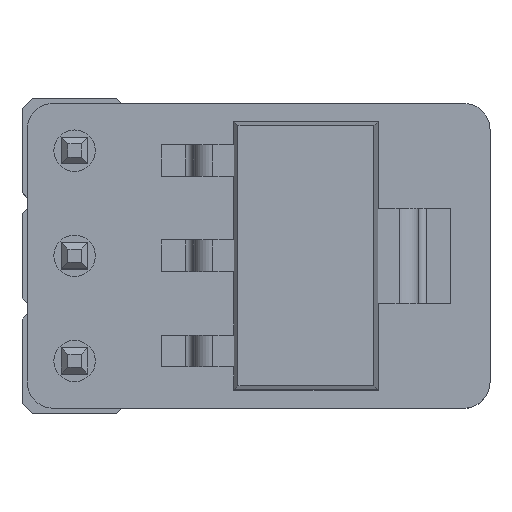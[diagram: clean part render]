
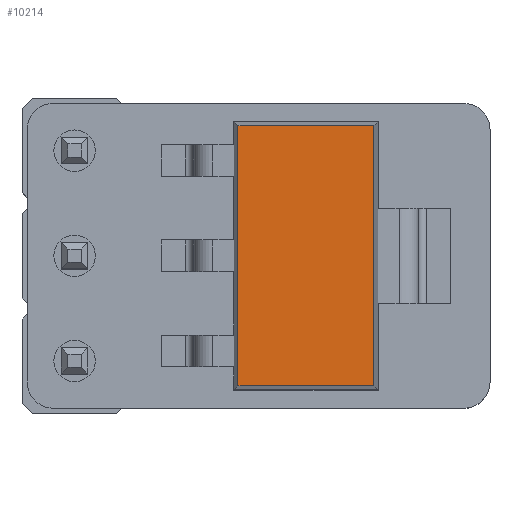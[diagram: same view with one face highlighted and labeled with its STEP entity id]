
A CAD part, top view. The second image highlights one B-rep face of the part: STEP entity #10214.
In plain terms, the highlighted planar face has unit normal (0, 0, 1).
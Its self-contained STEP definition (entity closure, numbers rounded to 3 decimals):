
#6372 = B_SPLINE_SURFACE_WITH_KNOTS('',1,1,(
    (#6373,#6374)
    ,(#6375,#6376
  )),.UNSPECIFIED.,.F.,.F.,.F.,(2,2),(2,2),(0.,6.47),(0.,1.),
  .PIECEWISE_BEZIER_KNOTS.);
#6373 = CARTESIAN_POINT('',(-3.235,-1.735,1.035));
#6374 = CARTESIAN_POINT('',(-3.142,-1.642,1.7));
#6375 = CARTESIAN_POINT('',(3.235,-1.735,1.035));
#6376 = CARTESIAN_POINT('',(3.142,-1.642,1.7));
#8308 = B_SPLINE_SURFACE_WITH_KNOTS('',1,1,(
    (#8309,#8310)
    ,(#8311,#8312
  )),.UNSPECIFIED.,.F.,.F.,.F.,(2,2),(2,2),(0.,3.47),(0.,1.),
  .PIECEWISE_BEZIER_KNOTS.);
#8309 = CARTESIAN_POINT('',(3.235,-1.735,1.035));
#8310 = CARTESIAN_POINT('',(3.142,-1.642,1.7));
#8311 = CARTESIAN_POINT('',(3.235,1.735,1.035));
#8312 = CARTESIAN_POINT('',(3.142,1.642,1.7));
#8366 = B_SPLINE_SURFACE_WITH_KNOTS('',1,1,(
    (#8367,#8368)
    ,(#8369,#8370
  )),.UNSPECIFIED.,.F.,.F.,.F.,(2,2),(2,2),(0.,6.47),(0.,1.),
  .PIECEWISE_BEZIER_KNOTS.);
#8367 = CARTESIAN_POINT('',(3.235,1.735,1.035));
#8368 = CARTESIAN_POINT('',(3.142,1.642,1.7));
#8369 = CARTESIAN_POINT('',(-3.235,1.735,1.035));
#8370 = CARTESIAN_POINT('',(-3.142,1.642,1.7));
#9021 = B_SPLINE_SURFACE_WITH_KNOTS('',1,1,(
    (#9022,#9023)
    ,(#9024,#9025
  )),.UNSPECIFIED.,.F.,.F.,.F.,(2,2),(2,2),(0.,3.47),(0.,1.),
  .PIECEWISE_BEZIER_KNOTS.);
#9022 = CARTESIAN_POINT('',(-3.235,1.735,1.035));
#9023 = CARTESIAN_POINT('',(-3.142,1.642,1.7));
#9024 = CARTESIAN_POINT('',(-3.235,-1.735,1.035));
#9025 = CARTESIAN_POINT('',(-3.142,-1.642,1.7));
#9105 = VERTEX_POINT('',#9106);
#9106 = CARTESIAN_POINT('',(3.142,-1.642,1.7));
#9126 = EDGE_CURVE('',#9127,#9105,#9129,.T.);
#9127 = VERTEX_POINT('',#9128);
#9128 = CARTESIAN_POINT('',(-3.142,-1.642,1.7));
#9129 = SURFACE_CURVE('',#9130,(#9134,#9140),.PCURVE_S1.);
#9130 = LINE('',#9131,#9132);
#9131 = CARTESIAN_POINT('',(-3.142,-1.642,1.7));
#9132 = VECTOR('',#9133,1.);
#9133 = DIRECTION('',(1.,0.,0.));
#9134 = PCURVE('',#6372,#9135);
#9135 = DEFINITIONAL_REPRESENTATION('',(#9136),#9139);
#9136 = B_SPLINE_CURVE_WITH_KNOTS('',1,(#9137,#9138),.UNSPECIFIED.,.F.,
  .F.,(2,2),(0.,6.283),.PIECEWISE_BEZIER_KNOTS.);
#9137 = CARTESIAN_POINT('',(0.,1.));
#9138 = CARTESIAN_POINT('',(6.47,1.));
#9139 = ( GEOMETRIC_REPRESENTATION_CONTEXT(2) 
PARAMETRIC_REPRESENTATION_CONTEXT() REPRESENTATION_CONTEXT('2D SPACE',''
  ) );
#9140 = PCURVE('',#9141,#9146);
#9141 = PLANE('',#9142);
#9142 = AXIS2_PLACEMENT_3D('',#9143,#9144,#9145);
#9143 = CARTESIAN_POINT('',(-3.142,-1.642,1.7));
#9144 = DIRECTION('',(0.,0.,-1.));
#9145 = DIRECTION('',(0.886,0.463,0.));
#9146 = DEFINITIONAL_REPRESENTATION('',(#9147),#9151);
#9147 = LINE('',#9148,#9149);
#9148 = CARTESIAN_POINT('',(0.,0.));
#9149 = VECTOR('',#9150,1.);
#9150 = DIRECTION('',(0.886,0.463));
#9151 = ( GEOMETRIC_REPRESENTATION_CONTEXT(2) 
PARAMETRIC_REPRESENTATION_CONTEXT() REPRESENTATION_CONTEXT('2D SPACE',''
  ) );
#9853 = VERTEX_POINT('',#9854);
#9854 = CARTESIAN_POINT('',(3.142,1.642,1.7));
#9874 = EDGE_CURVE('',#9105,#9853,#9875,.T.);
#9875 = SURFACE_CURVE('',#9876,(#9880,#9886),.PCURVE_S1.);
#9876 = LINE('',#9877,#9878);
#9877 = CARTESIAN_POINT('',(3.142,-1.642,1.7));
#9878 = VECTOR('',#9879,1.);
#9879 = DIRECTION('',(0.,1.,0.));
#9880 = PCURVE('',#8308,#9881);
#9881 = DEFINITIONAL_REPRESENTATION('',(#9882),#9885);
#9882 = B_SPLINE_CURVE_WITH_KNOTS('',1,(#9883,#9884),.UNSPECIFIED.,.F.,
  .F.,(2,2),(0.,3.283),.PIECEWISE_BEZIER_KNOTS.);
#9883 = CARTESIAN_POINT('',(0.,1.));
#9884 = CARTESIAN_POINT('',(3.47,1.));
#9885 = ( GEOMETRIC_REPRESENTATION_CONTEXT(2) 
PARAMETRIC_REPRESENTATION_CONTEXT() REPRESENTATION_CONTEXT('2D SPACE',''
  ) );
#9886 = PCURVE('',#9141,#9887);
#9887 = DEFINITIONAL_REPRESENTATION('',(#9888),#9892);
#9888 = LINE('',#9889,#9890);
#9889 = CARTESIAN_POINT('',(5.569,2.91));
#9890 = VECTOR('',#9891,1.);
#9891 = DIRECTION('',(0.463,-0.886));
#9892 = ( GEOMETRIC_REPRESENTATION_CONTEXT(2) 
PARAMETRIC_REPRESENTATION_CONTEXT() REPRESENTATION_CONTEXT('2D SPACE',''
  ) );
#9922 = VERTEX_POINT('',#9923);
#9923 = CARTESIAN_POINT('',(-3.142,1.642,1.7));
#9943 = EDGE_CURVE('',#9853,#9922,#9944,.T.);
#9944 = SURFACE_CURVE('',#9945,(#9949,#9955),.PCURVE_S1.);
#9945 = LINE('',#9946,#9947);
#9946 = CARTESIAN_POINT('',(3.142,1.642,1.7));
#9947 = VECTOR('',#9948,1.);
#9948 = DIRECTION('',(-1.,0.,0.));
#9949 = PCURVE('',#8366,#9950);
#9950 = DEFINITIONAL_REPRESENTATION('',(#9951),#9954);
#9951 = B_SPLINE_CURVE_WITH_KNOTS('',1,(#9952,#9953),.UNSPECIFIED.,.F.,
  .F.,(2,2),(0.,6.283),.PIECEWISE_BEZIER_KNOTS.);
#9952 = CARTESIAN_POINT('',(0.,1.));
#9953 = CARTESIAN_POINT('',(6.47,1.));
#9954 = ( GEOMETRIC_REPRESENTATION_CONTEXT(2) 
PARAMETRIC_REPRESENTATION_CONTEXT() REPRESENTATION_CONTEXT('2D SPACE',''
  ) );
#9955 = PCURVE('',#9141,#9956);
#9956 = DEFINITIONAL_REPRESENTATION('',(#9957),#9961);
#9957 = LINE('',#9958,#9959);
#9958 = CARTESIAN_POINT('',(7.089,0.));
#9959 = VECTOR('',#9960,1.);
#9960 = DIRECTION('',(-0.886,-0.463));
#9961 = ( GEOMETRIC_REPRESENTATION_CONTEXT(2) 
PARAMETRIC_REPRESENTATION_CONTEXT() REPRESENTATION_CONTEXT('2D SPACE',''
  ) );
#10194 = EDGE_CURVE('',#9922,#9127,#10195,.T.);
#10195 = SURFACE_CURVE('',#10196,(#10200,#10206),.PCURVE_S1.);
#10196 = LINE('',#10197,#10198);
#10197 = CARTESIAN_POINT('',(-3.142,1.642,1.7));
#10198 = VECTOR('',#10199,1.);
#10199 = DIRECTION('',(0.,-1.,0.));
#10200 = PCURVE('',#9021,#10201);
#10201 = DEFINITIONAL_REPRESENTATION('',(#10202),#10205);
#10202 = B_SPLINE_CURVE_WITH_KNOTS('',1,(#10203,#10204),.UNSPECIFIED.,
  .F.,.F.,(2,2),(0.,3.283),.PIECEWISE_BEZIER_KNOTS.);
#10203 = CARTESIAN_POINT('',(0.,1.));
#10204 = CARTESIAN_POINT('',(3.47,1.));
#10205 = ( GEOMETRIC_REPRESENTATION_CONTEXT(2) 
PARAMETRIC_REPRESENTATION_CONTEXT() REPRESENTATION_CONTEXT('2D SPACE',''
  ) );
#10206 = PCURVE('',#9141,#10207);
#10207 = DEFINITIONAL_REPRESENTATION('',(#10208),#10212);
#10208 = LINE('',#10209,#10210);
#10209 = CARTESIAN_POINT('',(1.52,-2.91));
#10210 = VECTOR('',#10211,1.);
#10211 = DIRECTION('',(-0.463,0.886));
#10212 = ( GEOMETRIC_REPRESENTATION_CONTEXT(2) 
PARAMETRIC_REPRESENTATION_CONTEXT() REPRESENTATION_CONTEXT('2D SPACE',''
  ) );
#10214 = ADVANCED_FACE('',(#10215),#9141,.F.);
#10215 = FACE_BOUND('',#10216,.T.);
#10216 = EDGE_LOOP('',(#10217,#10218,#10219,#10220));
#10217 = ORIENTED_EDGE('',*,*,#9126,.T.);
#10218 = ORIENTED_EDGE('',*,*,#9874,.T.);
#10219 = ORIENTED_EDGE('',*,*,#9943,.T.);
#10220 = ORIENTED_EDGE('',*,*,#10194,.T.);
